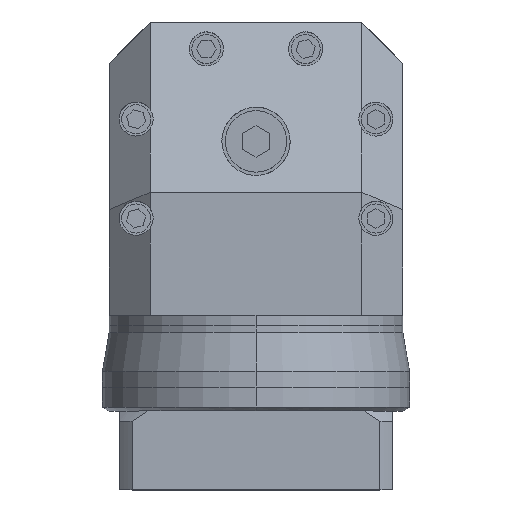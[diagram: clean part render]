
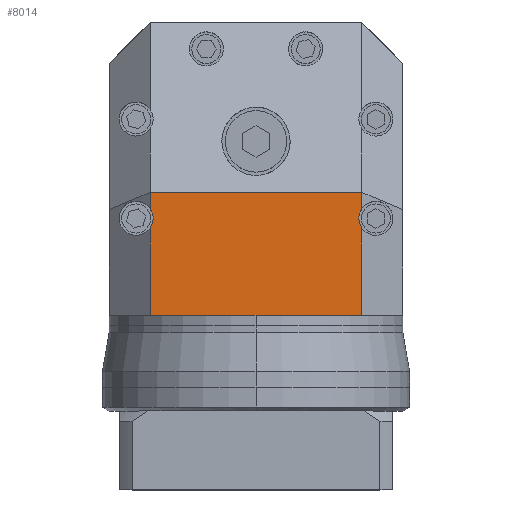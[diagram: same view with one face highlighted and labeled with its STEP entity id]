
A CAD part, top view. The second image highlights one B-rep face of the part: STEP entity #8014.
In plain terms, the highlighted planar face has unit normal (0, 0, 1).
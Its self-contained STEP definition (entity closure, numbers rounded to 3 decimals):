
#6 = ORIENTED_EDGE ( 'NONE', *, *, #710, .T. ) ;
#72 = AXIS2_PLACEMENT_3D ( 'NONE', #13055, #6924, #760 ) ;
#159 = VECTOR ( 'NONE', #8918, 1000. ) ;
#305 = CARTESIAN_POINT ( 'NONE',  ( 31., -17.393, 86. ) ) ;
#459 = LINE ( 'NONE', #3965, #8007 ) ;
#692 = CARTESIAN_POINT ( 'NONE',  ( 31., 0., 86. ) ) ;
#710 = EDGE_CURVE ( 'NONE', #6047, #3218, #10863, .T. ) ;
#750 = ORIENTED_EDGE ( 'NONE', *, *, #7044, .F. ) ;
#760 = DIRECTION ( 'NONE',  ( 1., 0., 0. ) ) ;
#937 = DIRECTION ( 'NONE',  ( 1., 0., 0. ) ) ;
#1117 = DIRECTION ( 'NONE',  ( 0., 0., 1. ) ) ;
#1133 = PLANE ( 'NONE',  #8807 ) ;
#1417 = CARTESIAN_POINT ( 'NONE',  ( 0., -7., 86. ) ) ;
#1489 = LINE ( 'NONE', #9744, #12444 ) ;
#1701 = CARTESIAN_POINT ( 'NONE',  ( -30.107, -14.542, 86. ) ) ;
#1728 = CARTESIAN_POINT ( 'NONE',  ( 31., 0., 86. ) ) ;
#1822 = ORIENTED_EDGE ( 'NONE', *, *, #4870, .T. ) ;
#1848 = VERTEX_POINT ( 'NONE', #7493 ) ;
#2155 = DIRECTION ( 'NONE',  ( 0., 0., -1. ) ) ;
#2271 = CIRCLE ( 'NONE', #72, 5. ) ;
#2427 = DIRECTION ( 'NONE',  ( 0., 0., 1. ) ) ;
#2574 = ORIENTED_EDGE ( 'NONE', *, *, #5635, .T. ) ;
#2716 = CARTESIAN_POINT ( 'NONE',  ( 35.107, -14.542, 86. ) ) ;
#2861 = LINE ( 'NONE', #692, #159 ) ;
#3218 = VERTEX_POINT ( 'NONE', #6994 ) ;
#3371 = VERTEX_POINT ( 'NONE', #6163 ) ;
#3490 = VERTEX_POINT ( 'NONE', #5022 ) ;
#3536 = CARTESIAN_POINT ( 'NONE',  ( -31., 0., 86. ) ) ;
#3568 = DIRECTION ( 'NONE',  ( 1., 0., 0. ) ) ;
#3652 = VERTEX_POINT ( 'NONE', #305 ) ;
#3744 = DIRECTION ( 'NONE',  ( 1., 0., 0. ) ) ;
#3965 = CARTESIAN_POINT ( 'NONE',  ( -43., -43., 86. ) ) ;
#4038 = VERTEX_POINT ( 'NONE', #4048 ) ;
#4048 = CARTESIAN_POINT ( 'NONE',  ( -31., -7., 86. ) ) ;
#4231 = EDGE_CURVE ( 'NONE', #4038, #8717, #8557, .T. ) ;
#4396 = AXIS2_PLACEMENT_3D ( 'NONE', #8593, #2427, #9613 ) ;
#4512 = DIRECTION ( 'NONE',  ( -1., 0., 0. ) ) ;
#4870 = EDGE_CURVE ( 'NONE', #3371, #12914, #5639, .T. ) ;
#4950 = CIRCLE ( 'NONE', #11736, 5. ) ;
#5022 = CARTESIAN_POINT ( 'NONE',  ( 31., -43., 86. ) ) ;
#5463 = LINE ( 'NONE', #1417, #10277 ) ;
#5479 = EDGE_CURVE ( 'NONE', #12914, #4038, #5463, .T. ) ;
#5635 = EDGE_CURVE ( 'NONE', #3490, #3652, #2861, .T. ) ;
#5639 = LINE ( 'NONE', #1728, #11424 ) ;
#5668 = ORIENTED_EDGE ( 'NONE', *, *, #5479, .T. ) ;
#5769 = ORIENTED_EDGE ( 'NONE', *, *, #4231, .T. ) ;
#6047 = VERTEX_POINT ( 'NONE', #12642 ) ;
#6163 = CARTESIAN_POINT ( 'NONE',  ( 31., -11.691, 86. ) ) ;
#6179 = CARTESIAN_POINT ( 'NONE',  ( 0., -43., 86. ) ) ;
#6245 = CARTESIAN_POINT ( 'NONE',  ( 0., 0., 86. ) ) ;
#6346 = CARTESIAN_POINT ( 'NONE',  ( 31., -7., 86. ) ) ;
#6924 = DIRECTION ( 'NONE',  ( 0., 0., 1. ) ) ;
#6994 = CARTESIAN_POINT ( 'NONE',  ( -31., -43., 86. ) ) ;
#7034 = ORIENTED_EDGE ( 'NONE', *, *, #8589, .F. ) ;
#7044 = EDGE_CURVE ( 'NONE', #1848, #3652, #13194, .T. ) ;
#7052 = VERTEX_POINT ( 'NONE', #1701 ) ;
#7083 = EDGE_CURVE ( 'NONE', #7052, #8717, #2271, .T. ) ;
#7087 = ORIENTED_EDGE ( 'NONE', *, *, #7083, .F. ) ;
#7209 = ORIENTED_EDGE ( 'NONE', *, *, #11804, .F. ) ;
#7280 = CARTESIAN_POINT ( 'NONE',  ( 35.107, -14.542, 86. ) ) ;
#7493 = CARTESIAN_POINT ( 'NONE',  ( 30.107, -14.542, 86. ) ) ;
#7879 = DIRECTION ( 'NONE',  ( 0., 1., 0. ) ) ;
#8007 = VECTOR ( 'NONE', #937, 1000. ) ;
#8014 = ADVANCED_FACE ( 'NONE', ( #13158 ), #1133, .F. ) ;
#8305 = DIRECTION ( 'NONE',  ( 1., 0., 0. ) ) ;
#8310 = CIRCLE ( 'NONE', #4396, 5. ) ;
#8475 = EDGE_CURVE ( 'NONE', #10410, #3490, #459, .T. ) ;
#8557 = LINE ( 'NONE', #10185, #11272 ) ;
#8589 = EDGE_CURVE ( 'NONE', #3371, #1848, #4950, .T. ) ;
#8593 = CARTESIAN_POINT ( 'NONE',  ( -35.107, -14.542, 86. ) ) ;
#8717 = VERTEX_POINT ( 'NONE', #12357 ) ;
#8807 = AXIS2_PLACEMENT_3D ( 'NONE', #6245, #2155, #9328 ) ;
#8918 = DIRECTION ( 'NONE',  ( 0., 1., 0. ) ) ;
#9328 = DIRECTION ( 'NONE',  ( -1., 0., 0. ) ) ;
#9613 = DIRECTION ( 'NONE',  ( 1., 0., 0. ) ) ;
#9744 = CARTESIAN_POINT ( 'NONE',  ( -43., -43., 86. ) ) ;
#9915 = DIRECTION ( 'NONE',  ( 0., 0., 1. ) ) ;
#10185 = CARTESIAN_POINT ( 'NONE',  ( -31., 0., 86. ) ) ;
#10277 = VECTOR ( 'NONE', #4512, 1000. ) ;
#10410 = VERTEX_POINT ( 'NONE', #6179 ) ;
#10416 = EDGE_LOOP ( 'NONE', ( #5769, #7087, #7209, #6, #12777, #11213, #2574, #750, #7034, #1822, #5668 ) ) ;
#10548 = VECTOR ( 'NONE', #12814, 1000. ) ;
#10863 = LINE ( 'NONE', #3536, #10548 ) ;
#11213 = ORIENTED_EDGE ( 'NONE', *, *, #8475, .T. ) ;
#11272 = VECTOR ( 'NONE', #13263, 1000. ) ;
#11291 = EDGE_CURVE ( 'NONE', #3218, #10410, #1489, .T. ) ;
#11424 = VECTOR ( 'NONE', #7879, 1000. ) ;
#11736 = AXIS2_PLACEMENT_3D ( 'NONE', #7280, #1117, #8305 ) ;
#11804 = EDGE_CURVE ( 'NONE', #6047, #7052, #8310, .T. ) ;
#12021 = AXIS2_PLACEMENT_3D ( 'NONE', #2716, #9915, #3744 ) ;
#12357 = CARTESIAN_POINT ( 'NONE',  ( -31., -11.691, 86. ) ) ;
#12444 = VECTOR ( 'NONE', #3568, 1000. ) ;
#12642 = CARTESIAN_POINT ( 'NONE',  ( -31., -17.393, 86. ) ) ;
#12777 = ORIENTED_EDGE ( 'NONE', *, *, #11291, .T. ) ;
#12814 = DIRECTION ( 'NONE',  ( 0., -1., 0. ) ) ;
#12914 = VERTEX_POINT ( 'NONE', #6346 ) ;
#13055 = CARTESIAN_POINT ( 'NONE',  ( -35.107, -14.542, 86. ) ) ;
#13158 = FACE_OUTER_BOUND ( 'NONE', #10416, .T. ) ;
#13194 = CIRCLE ( 'NONE', #12021, 5. ) ;
#13263 = DIRECTION ( 'NONE',  ( 0., -1., 0. ) ) ;
